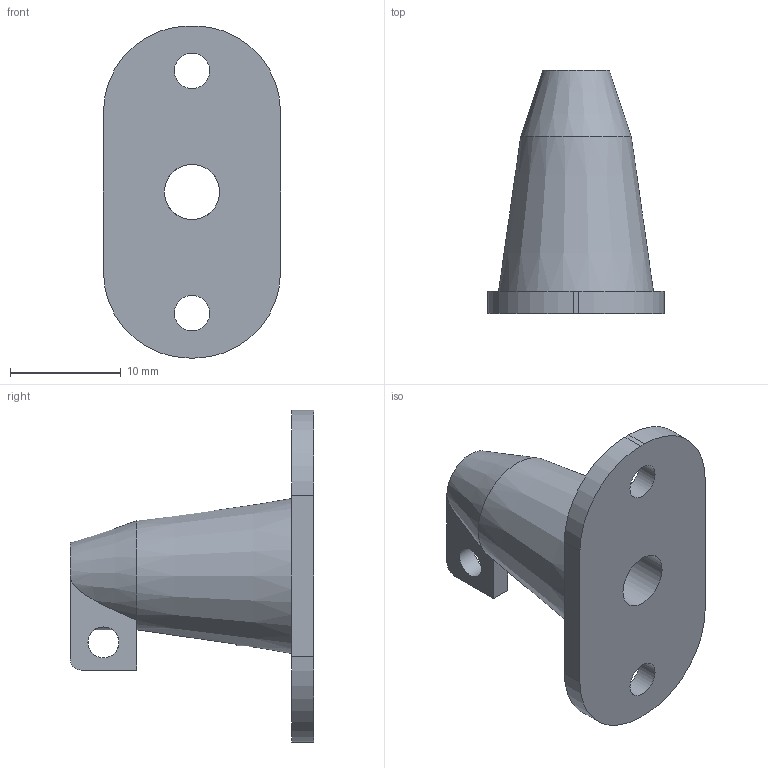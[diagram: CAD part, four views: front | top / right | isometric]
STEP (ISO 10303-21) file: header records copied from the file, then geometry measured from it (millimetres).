
FILE_DESCRIPTION(/* description */ (''),/* implementation_level */ '2;1');
FILE_NAME(/* name */ 'GNSS_Antenna_Custom_Mount_to_M100.step',/* time_stamp */ '2021-05-31T09:53:56+03:00',/* author */ (''),/* organization */ (''),/* preprocessor_version */ 'ST-DEVELOPER v18.1',/* originating_system */ 'Autodesk Translation Framework v10.6.0.1341',/* authorisation */ '');
FILE_SCHEMA (('AUTOMOTIVE_DESIGN { 1 0 10303 214 3 1 1 }'));
Length unit declared in the file: millimetre
Products named in the file (1): FusionComponent
Bounding box: 16 x 22 x 30 mm (x, y, z)
Volume: 2295.8 mm3; surface area: 2068.3 mm2
Topology: 1 solids, 1 shells, 33 faces, 89 edges, 58 vertices
Faces by surface type: plane 17, cylinder 13, cone 2, torus 1
Full cylindrical faces by diameter (mm): 2.8 x2, 3.2 x2, 5 x1
Entity records: 1135 total; most frequent: CARTESIAN_POINT 243, DIRECTION 180, ORIENTED_EDGE 178, EDGE_CURVE 89, AXIS2_PLACEMENT_3D 67, VERTEX_POINT 58, LINE 46, VECTOR 46
